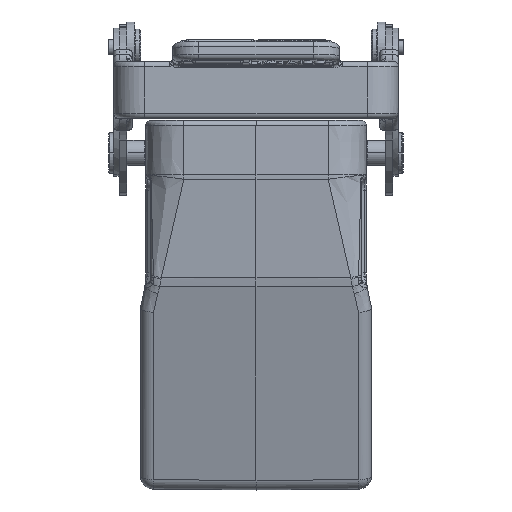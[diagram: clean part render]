
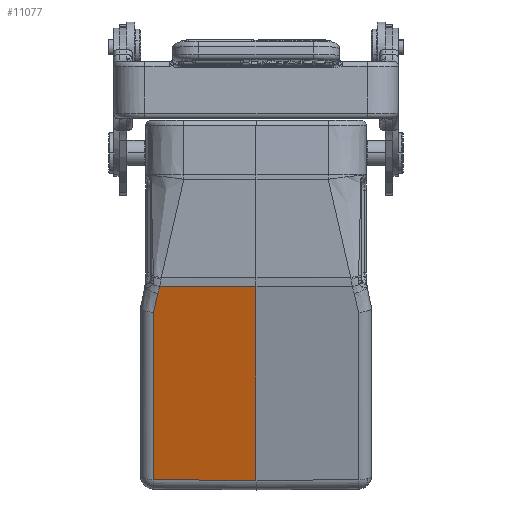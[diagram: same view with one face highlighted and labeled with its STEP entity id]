
A CAD part, left-side view. The second image highlights one B-rep face of the part: STEP entity #11077.
In plain terms, the highlighted planar face has unit normal (-0.966, 0.009, -0.259).
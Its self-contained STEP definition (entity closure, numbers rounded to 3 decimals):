
#2090=B_SPLINE_CURVE_WITH_KNOTS('',3,(#58921,#58922,#58923,#58924),
 .UNSPECIFIED.,.F.,.F.,(4,4),(0.,1.),.UNSPECIFIED.);
#2091=B_SPLINE_CURVE_WITH_KNOTS('',3,(#58926,#58927,#58928,#58929,#58930,
#58931,#58932,#58933,#58934,#58935,#58936,#58937,#58938,#58939,#58940,#58941,
#58942,#58943),.UNSPECIFIED.,.F.,.F.,(4,2,2,2,2,2,2,2,4),(0.,0.25,
0.313,0.375,0.438,0.5,
0.625,0.75,1.),.UNSPECIFIED.);
#2092=B_SPLINE_CURVE_WITH_KNOTS('',3,(#58945,#58946,#58947,#58948),
 .UNSPECIFIED.,.F.,.F.,(4,4),(0.,1.),.UNSPECIFIED.);
#9641=PLANE('',#41504);
#11077=ADVANCED_FACE('',(#13476),#9641,.F.);
#13476=FACE_OUTER_BOUND('',#15335,.T.);
#15335=EDGE_LOOP('',(#20318,#20319,#20320,#20321,#20322,#20323));
#20318=ORIENTED_EDGE('',*,*,#32507,.F.);
#20319=ORIENTED_EDGE('',*,*,#32508,.F.);
#20320=ORIENTED_EDGE('',*,*,#32506,.T.);
#20321=ORIENTED_EDGE('',*,*,#32509,.F.);
#20322=ORIENTED_EDGE('',*,*,#32510,.F.);
#20323=ORIENTED_EDGE('',*,*,#32511,.T.);
#28930=VERTEX_POINT('',#58895);
#28933=VERTEX_POINT('',#58914);
#28934=VERTEX_POINT('',#58918);
#28935=VERTEX_POINT('',#58919);
#28936=VERTEX_POINT('',#58925);
#28937=VERTEX_POINT('',#58944);
#32506=EDGE_CURVE('',#28930,#28933,#36571,.T.);
#32507=EDGE_CURVE('',#28934,#28935,#36572,.T.);
#32508=EDGE_CURVE('',#28930,#28934,#36573,.T.);
#32509=EDGE_CURVE('',#28936,#28933,#2090,.T.);
#32510=EDGE_CURVE('',#28937,#28936,#2091,.T.);
#32511=EDGE_CURVE('',#28937,#28935,#2092,.T.);
#36571=LINE('',#58915,#38861);
#36572=LINE('',#58917,#38862);
#36573=LINE('',#58920,#38863);
#38861=VECTOR('',#45561,1.);
#38862=VECTOR('',#45564,1.);
#38863=VECTOR('',#45565,1.);
#41504=AXIS2_PLACEMENT_3D('',#58949,#45566,#45567);
#45561=DIRECTION('',(0.009,1.,0.002));
#45564=DIRECTION('',(0.007,1.,0.009));
#45565=DIRECTION('',(0.259,0.,-0.966));
#45566=DIRECTION('',(0.966,-0.009,0.259));
#45567=DIRECTION('',(-0.259,0.,0.966));
#58895=CARTESIAN_POINT('',(-34.58,0.,-32.345));
#58914=CARTESIAN_POINT('',(-34.422,18.768,-32.318));
#58915=CARTESIAN_POINT('',(-34.58,0.,-32.345));
#58917=CARTESIAN_POINT('',(-24.451,0.,-70.147));
#58918=CARTESIAN_POINT('',(-24.451,0.,-70.147));
#58919=CARTESIAN_POINT('',(-24.317,20.022,-69.972));
#58920=CARTESIAN_POINT('',(-34.58,0.,-32.345));
#58921=CARTESIAN_POINT('',(-34.047,19.115,-33.677));
#58922=CARTESIAN_POINT('',(-34.172,18.999,-33.224));
#58923=CARTESIAN_POINT('',(-34.297,18.883,-32.771));
#58924=CARTESIAN_POINT('',(-34.422,18.768,-32.318));
#58925=CARTESIAN_POINT('',(-34.053,19.115,-33.679));
#58926=CARTESIAN_POINT('',(-33.046,20.022,-37.395));
#58927=CARTESIAN_POINT('',(-33.091,19.99,-37.227));
#58928=CARTESIAN_POINT('',(-33.182,19.925,-36.892));
#58929=CARTESIAN_POINT('',(-33.35,19.793,-36.27));
#58930=CARTESIAN_POINT('',(-33.355,19.789,-36.251));
#58931=CARTESIAN_POINT('',(-33.393,19.757,-36.108));
#58932=CARTESIAN_POINT('',(-33.413,19.741,-36.036));
#58933=CARTESIAN_POINT('',(-33.451,19.709,-35.893));
#58934=CARTESIAN_POINT('',(-33.458,19.704,-35.87));
#58935=CARTESIAN_POINT('',(-33.528,19.644,-35.61));
#58936=CARTESIAN_POINT('',(-33.531,19.641,-35.597));
#58937=CARTESIAN_POINT('',(-33.555,19.62,-35.507));
#58938=CARTESIAN_POINT('',(-33.594,19.585,-35.365));
#58939=CARTESIAN_POINT('',(-33.67,19.512,-35.084));
#58940=CARTESIAN_POINT('',(-33.715,19.469,-34.917));
#58941=CARTESIAN_POINT('',(-33.871,19.31,-34.34));
#58942=CARTESIAN_POINT('',(-33.973,19.2,-33.961));
#58943=CARTESIAN_POINT('',(-34.05,19.115,-33.678));
#58944=CARTESIAN_POINT('',(-33.046,20.022,-37.395));
#58945=CARTESIAN_POINT('',(-33.046,20.022,-37.395));
#58946=CARTESIAN_POINT('',(-30.136,20.022,-48.254));
#58947=CARTESIAN_POINT('',(-27.227,20.022,-59.113));
#58948=CARTESIAN_POINT('',(-24.317,20.022,-69.972));
#58949=CARTESIAN_POINT('',(-29.431,10.011,-51.223));
